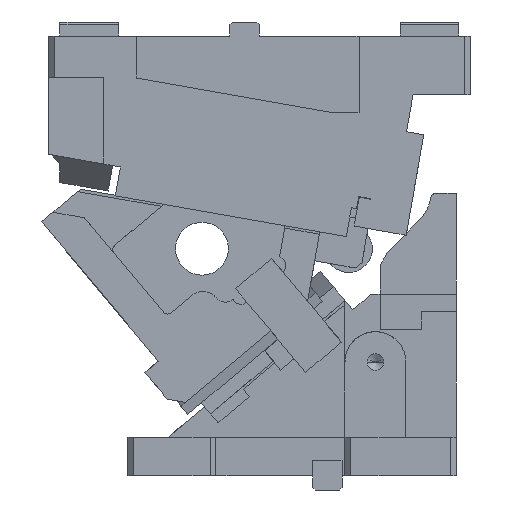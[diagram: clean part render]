
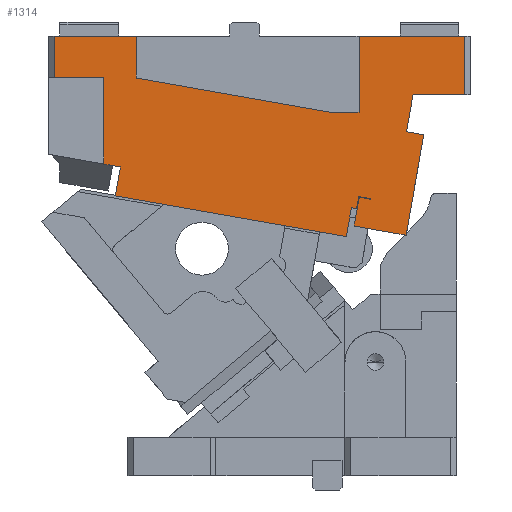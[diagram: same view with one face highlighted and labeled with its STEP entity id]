
A CAD part, left-side view. The second image highlights one B-rep face of the part: STEP entity #1314.
In plain terms, the highlighted planar face has unit normal (-1, 0, 0).
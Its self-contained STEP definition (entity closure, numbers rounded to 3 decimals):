
#220=CARTESIAN_POINT('Vertex',(135.08,3447.984,0.)) ;
#223=CARTESIAN_POINT('Line Origine',(135.08,3412.984,0.)) ;
#227=CARTESIAN_POINT('Vertex',(135.08,3377.984,0.)) ;
#1108=CARTESIAN_POINT('Vertex',(135.08,3447.984,-35.)) ;
#1111=CARTESIAN_POINT('Line Origine',(135.08,3447.984,-17.5)) ;
#1123=CARTESIAN_POINT('Axis2P3D Location',(135.08,3279.403,-76.944)) ;
#1128=CARTESIAN_POINT('Line Origine',(135.08,3192.265,-146.72)) ;
#1132=CARTESIAN_POINT('Vertex',(135.08,3194.48,-146.33)) ;
#1134=CARTESIAN_POINT('Vertex',(135.08,3190.049,-147.111)) ;
#1137=CARTESIAN_POINT('Line Origine',(135.08,3189.137,-141.941)) ;
#1141=CARTESIAN_POINT('Vertex',(135.08,3188.225,-136.771)) ;
#1144=CARTESIAN_POINT('Line Origine',(135.08,3183.055,-137.682)) ;
#1148=CARTESIAN_POINT('Vertex',(135.08,3177.885,-138.594)) ;
#1151=CARTESIAN_POINT('Line Origine',(135.08,3177.928,-138.84)) ;
#1155=CARTESIAN_POINT('Vertex',(135.08,3177.972,-139.086)) ;
#1158=CARTESIAN_POINT('Line Origine',(135.08,3182.896,-138.218)) ;
#1162=CARTESIAN_POINT('Vertex',(135.08,3187.82,-137.35)) ;
#1165=CARTESIAN_POINT('Line Origine',(135.08,3189.991,-149.66)) ;
#1169=CARTESIAN_POINT('Vertex',(135.08,3192.161,-161.97)) ;
#1172=CARTESIAN_POINT('Line Origine',(135.08,3170.003,-165.877)) ;
#1176=CARTESIAN_POINT('Vertex',(135.08,3147.845,-169.784)) ;
#1179=CARTESIAN_POINT('Line Origine',(135.08,3140.291,-126.945)) ;
#1183=CARTESIAN_POINT('Vertex',(135.08,3132.737,-84.106)) ;
#1186=CARTESIAN_POINT('Line Origine',(135.08,3140.123,-82.804)) ;
#1190=CARTESIAN_POINT('Vertex',(135.08,3147.509,-81.501)) ;
#1193=CARTESIAN_POINT('Line Origine',(135.08,3144.732,-65.751)) ;
#1197=CARTESIAN_POINT('Vertex',(135.08,3141.955,-50.)) ;
#1200=CARTESIAN_POINT('Line Origine',(135.08,3119.97,-50.)) ;
#1204=CARTESIAN_POINT('Vertex',(135.08,3097.984,-50.)) ;
#1207=CARTESIAN_POINT('Line Origine',(135.08,3097.984,-25.)) ;
#1211=CARTESIAN_POINT('Vertex',(135.08,3097.984,0.)) ;
#1214=CARTESIAN_POINT('Line Origine',(135.08,3142.984,0.)) ;
#1218=CARTESIAN_POINT('Vertex',(135.08,3187.984,0.)) ;
#1221=CARTESIAN_POINT('Line Origine',(135.08,3187.984,-32.5)) ;
#1225=CARTESIAN_POINT('Vertex',(135.08,3187.984,-65.)) ;
#1228=CARTESIAN_POINT('Line Origine',(135.08,3200.141,-65.)) ;
#1232=CARTESIAN_POINT('Vertex',(135.08,3212.298,-65.)) ;
#1235=CARTESIAN_POINT('Line Origine',(135.08,3295.141,-50.393)) ;
#1239=CARTESIAN_POINT('Vertex',(135.08,3377.984,-35.785)) ;
#1242=CARTESIAN_POINT('Line Origine',(135.08,3377.984,-17.893)) ;
#1247=CARTESIAN_POINT('Line Origine',(135.08,3426.734,-35.)) ;
#1251=CARTESIAN_POINT('Vertex',(135.08,3405.484,-35.)) ;
#1254=CARTESIAN_POINT('Line Origine',(135.08,3405.484,-72.062)) ;
#1258=CARTESIAN_POINT('Vertex',(135.08,3405.484,-109.124)) ;
#1261=CARTESIAN_POINT('Line Origine',(135.08,3398.463,-110.362)) ;
#1265=CARTESIAN_POINT('Vertex',(135.08,3391.442,-111.6)) ;
#1268=CARTESIAN_POINT('Line Origine',(135.08,3393.613,-123.91)) ;
#1272=CARTESIAN_POINT('Vertex',(135.08,3395.783,-136.22)) ;
#1275=CARTESIAN_POINT('Line Origine',(135.08,3297.302,-153.585)) ;
#1279=CARTESIAN_POINT('Vertex',(135.08,3198.822,-170.95)) ;
#1282=CARTESIAN_POINT('Line Origine',(135.08,3196.651,-158.64)) ;
#224=DIRECTION('Vector Direction',(0.,-1.,0.)) ;
#1112=DIRECTION('Vector Direction',(0.,0.,1.)) ;
#1124=DIRECTION('Axis2P3D Direction',(1.,0.,0.)) ;
#1125=DIRECTION('Axis2P3D XDirection',(0.,1.,0.)) ;
#1129=DIRECTION('Vector Direction',(0.,-0.985,-0.174)) ;
#1138=DIRECTION('Vector Direction',(0.,-0.174,0.985)) ;
#1145=DIRECTION('Vector Direction',(0.,-0.985,-0.174)) ;
#1152=DIRECTION('Vector Direction',(0.,0.174,-0.985)) ;
#1159=DIRECTION('Vector Direction',(0.,-0.985,-0.174)) ;
#1166=DIRECTION('Vector Direction',(0.,-0.174,0.985)) ;
#1173=DIRECTION('Vector Direction',(0.,-0.985,-0.174)) ;
#1180=DIRECTION('Vector Direction',(0.,0.174,-0.985)) ;
#1187=DIRECTION('Vector Direction',(0.,-0.985,-0.174)) ;
#1194=DIRECTION('Vector Direction',(0.,0.174,-0.985)) ;
#1201=DIRECTION('Vector Direction',(0.,1.,0.)) ;
#1208=DIRECTION('Vector Direction',(0.,0.,-1.)) ;
#1215=DIRECTION('Vector Direction',(0.,-1.,0.)) ;
#1222=DIRECTION('Vector Direction',(0.,0.,-1.)) ;
#1229=DIRECTION('Vector Direction',(0.,1.,0.)) ;
#1236=DIRECTION('Vector Direction',(0.,0.985,0.174)) ;
#1243=DIRECTION('Vector Direction',(0.,0.,1.)) ;
#1248=DIRECTION('Vector Direction',(0.,-1.,0.)) ;
#1255=DIRECTION('Vector Direction',(0.,0.,-1.)) ;
#1262=DIRECTION('Vector Direction',(0.,-0.985,-0.174)) ;
#1269=DIRECTION('Vector Direction',(0.,-0.174,0.985)) ;
#1276=DIRECTION('Vector Direction',(0.,-0.985,-0.174)) ;
#1283=DIRECTION('Vector Direction',(0.,-0.174,0.985)) ;
#1126=AXIS2_PLACEMENT_3D('Plane Axis2P3D',#1123,#1124,#1125) ;
#1288=ORIENTED_EDGE('',*,*,#1136,.T.) ;
#1289=ORIENTED_EDGE('',*,*,#1143,.T.) ;
#1290=ORIENTED_EDGE('',*,*,#1150,.T.) ;
#1291=ORIENTED_EDGE('',*,*,#1157,.T.) ;
#1292=ORIENTED_EDGE('',*,*,#1164,.F.) ;
#1293=ORIENTED_EDGE('',*,*,#1171,.F.) ;
#1294=ORIENTED_EDGE('',*,*,#1178,.T.) ;
#1295=ORIENTED_EDGE('',*,*,#1185,.F.) ;
#1296=ORIENTED_EDGE('',*,*,#1192,.F.) ;
#1297=ORIENTED_EDGE('',*,*,#1199,.F.) ;
#1298=ORIENTED_EDGE('',*,*,#1206,.F.) ;
#1299=ORIENTED_EDGE('',*,*,#1213,.F.) ;
#1300=ORIENTED_EDGE('',*,*,#1220,.F.) ;
#1301=ORIENTED_EDGE('',*,*,#1227,.T.) ;
#1302=ORIENTED_EDGE('',*,*,#1234,.T.) ;
#1303=ORIENTED_EDGE('',*,*,#1241,.T.) ;
#1304=ORIENTED_EDGE('',*,*,#1246,.T.) ;
#1305=ORIENTED_EDGE('',*,*,#229,.F.) ;
#1306=ORIENTED_EDGE('',*,*,#1115,.F.) ;
#1307=ORIENTED_EDGE('',*,*,#1253,.T.) ;
#1308=ORIENTED_EDGE('',*,*,#1260,.T.) ;
#1309=ORIENTED_EDGE('',*,*,#1267,.T.) ;
#1310=ORIENTED_EDGE('',*,*,#1274,.F.) ;
#1311=ORIENTED_EDGE('',*,*,#1281,.T.) ;
#1312=ORIENTED_EDGE('',*,*,#1286,.T.) ;
#225=VECTOR('Line Direction',#224,1.) ;
#1113=VECTOR('Line Direction',#1112,1.) ;
#1130=VECTOR('Line Direction',#1129,1.) ;
#1139=VECTOR('Line Direction',#1138,1.) ;
#1146=VECTOR('Line Direction',#1145,1.) ;
#1153=VECTOR('Line Direction',#1152,1.) ;
#1160=VECTOR('Line Direction',#1159,1.) ;
#1167=VECTOR('Line Direction',#1166,1.) ;
#1174=VECTOR('Line Direction',#1173,1.) ;
#1181=VECTOR('Line Direction',#1180,1.) ;
#1188=VECTOR('Line Direction',#1187,1.) ;
#1195=VECTOR('Line Direction',#1194,1.) ;
#1202=VECTOR('Line Direction',#1201,1.) ;
#1209=VECTOR('Line Direction',#1208,1.) ;
#1216=VECTOR('Line Direction',#1215,1.) ;
#1223=VECTOR('Line Direction',#1222,1.) ;
#1230=VECTOR('Line Direction',#1229,1.) ;
#1237=VECTOR('Line Direction',#1236,1.) ;
#1244=VECTOR('Line Direction',#1243,1.) ;
#1249=VECTOR('Line Direction',#1248,1.) ;
#1256=VECTOR('Line Direction',#1255,1.) ;
#1263=VECTOR('Line Direction',#1262,1.) ;
#1270=VECTOR('Line Direction',#1269,1.) ;
#1277=VECTOR('Line Direction',#1276,1.) ;
#1284=VECTOR('Line Direction',#1283,1.) ;
#1314=ADVANCED_FACE('CAM HOLDER',(#1313),#1127,.F.) ;
#229=EDGE_CURVE('',#221,#228,#226,.T.) ;
#1115=EDGE_CURVE('',#1109,#221,#1114,.T.) ;
#1136=EDGE_CURVE('',#1133,#1135,#1131,.T.) ;
#1143=EDGE_CURVE('',#1135,#1142,#1140,.T.) ;
#1150=EDGE_CURVE('',#1142,#1149,#1147,.T.) ;
#1157=EDGE_CURVE('',#1149,#1156,#1154,.T.) ;
#1164=EDGE_CURVE('',#1163,#1156,#1161,.T.) ;
#1171=EDGE_CURVE('',#1170,#1163,#1168,.T.) ;
#1178=EDGE_CURVE('',#1170,#1177,#1175,.T.) ;
#1185=EDGE_CURVE('',#1184,#1177,#1182,.T.) ;
#1192=EDGE_CURVE('',#1191,#1184,#1189,.T.) ;
#1199=EDGE_CURVE('',#1198,#1191,#1196,.T.) ;
#1206=EDGE_CURVE('',#1205,#1198,#1203,.T.) ;
#1213=EDGE_CURVE('',#1212,#1205,#1210,.T.) ;
#1220=EDGE_CURVE('',#1219,#1212,#1217,.T.) ;
#1227=EDGE_CURVE('',#1219,#1226,#1224,.T.) ;
#1234=EDGE_CURVE('',#1226,#1233,#1231,.T.) ;
#1241=EDGE_CURVE('',#1233,#1240,#1238,.T.) ;
#1246=EDGE_CURVE('',#1240,#228,#1245,.T.) ;
#1253=EDGE_CURVE('',#1109,#1252,#1250,.T.) ;
#1260=EDGE_CURVE('',#1252,#1259,#1257,.T.) ;
#1267=EDGE_CURVE('',#1259,#1266,#1264,.T.) ;
#1274=EDGE_CURVE('',#1273,#1266,#1271,.T.) ;
#1281=EDGE_CURVE('',#1273,#1280,#1278,.T.) ;
#1286=EDGE_CURVE('',#1280,#1133,#1285,.T.) ;
#1287=EDGE_LOOP('',(#1288,#1289,#1290,#1291,#1292,#1293,#1294,#1295,#1296,#1297,#1298,#1299,#1300,#1301,#1302,#1303,#1304,#1305,#1306,#1307,#1308,#1309,#1310,#1311,#1312)) ;
#1313=FACE_OUTER_BOUND('',#1287,.T.) ;
#226=LINE('Line',#223,#225) ;
#1114=LINE('Line',#1111,#1113) ;
#1131=LINE('Line',#1128,#1130) ;
#1140=LINE('Line',#1137,#1139) ;
#1147=LINE('Line',#1144,#1146) ;
#1154=LINE('Line',#1151,#1153) ;
#1161=LINE('Line',#1158,#1160) ;
#1168=LINE('Line',#1165,#1167) ;
#1175=LINE('Line',#1172,#1174) ;
#1182=LINE('Line',#1179,#1181) ;
#1189=LINE('Line',#1186,#1188) ;
#1196=LINE('Line',#1193,#1195) ;
#1203=LINE('Line',#1200,#1202) ;
#1210=LINE('Line',#1207,#1209) ;
#1217=LINE('Line',#1214,#1216) ;
#1224=LINE('Line',#1221,#1223) ;
#1231=LINE('Line',#1228,#1230) ;
#1238=LINE('Line',#1235,#1237) ;
#1245=LINE('Line',#1242,#1244) ;
#1250=LINE('Line',#1247,#1249) ;
#1257=LINE('Line',#1254,#1256) ;
#1264=LINE('Line',#1261,#1263) ;
#1271=LINE('Line',#1268,#1270) ;
#1278=LINE('Line',#1275,#1277) ;
#1285=LINE('Line',#1282,#1284) ;
#1127=PLANE('Plane',#1126) ;
#221=VERTEX_POINT('',#220) ;
#228=VERTEX_POINT('',#227) ;
#1109=VERTEX_POINT('',#1108) ;
#1133=VERTEX_POINT('',#1132) ;
#1135=VERTEX_POINT('',#1134) ;
#1142=VERTEX_POINT('',#1141) ;
#1149=VERTEX_POINT('',#1148) ;
#1156=VERTEX_POINT('',#1155) ;
#1163=VERTEX_POINT('',#1162) ;
#1170=VERTEX_POINT('',#1169) ;
#1177=VERTEX_POINT('',#1176) ;
#1184=VERTEX_POINT('',#1183) ;
#1191=VERTEX_POINT('',#1190) ;
#1198=VERTEX_POINT('',#1197) ;
#1205=VERTEX_POINT('',#1204) ;
#1212=VERTEX_POINT('',#1211) ;
#1219=VERTEX_POINT('',#1218) ;
#1226=VERTEX_POINT('',#1225) ;
#1233=VERTEX_POINT('',#1232) ;
#1240=VERTEX_POINT('',#1239) ;
#1252=VERTEX_POINT('',#1251) ;
#1259=VERTEX_POINT('',#1258) ;
#1266=VERTEX_POINT('',#1265) ;
#1273=VERTEX_POINT('',#1272) ;
#1280=VERTEX_POINT('',#1279) ;
